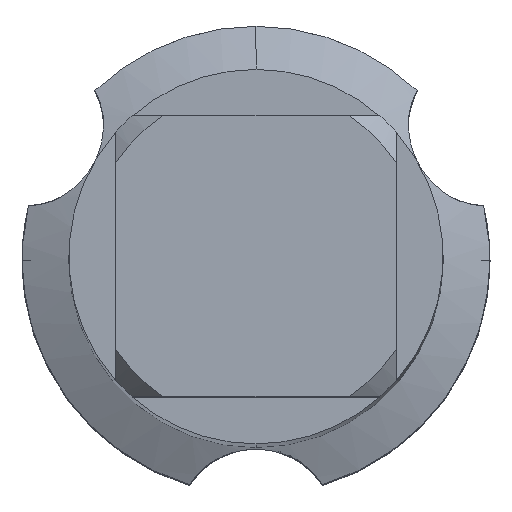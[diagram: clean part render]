
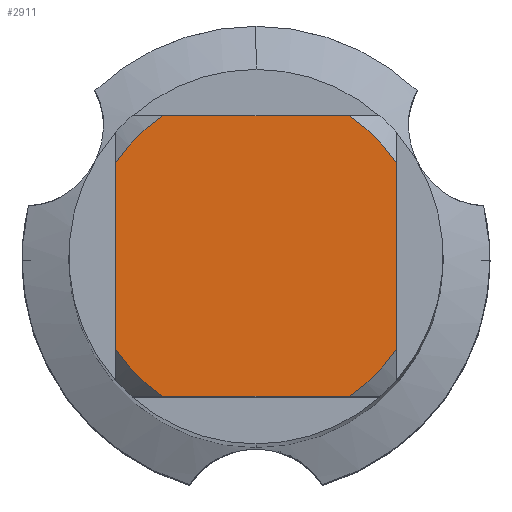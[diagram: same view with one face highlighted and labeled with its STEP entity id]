
A CAD part, top view. The second image highlights one B-rep face of the part: STEP entity #2911.
In plain terms, the highlighted planar face has unit normal (0, 0, 1).
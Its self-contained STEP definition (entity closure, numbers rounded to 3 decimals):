
#1853=VERTEX_POINT('',#5427);
#2051=EDGE_CURVE('',#2933,#4643,#5650,.T.);
#2573=EDGE_CURVE('',#5037,#3415,#6210,.T.);
#2677=EDGE_CURVE('',#1853,#5321,#6328,.T.);
#2911=ADVANCED_FACE('',(#6582),#6583,.T.);
#2933=VERTEX_POINT('',#6606);
#3169=VERTEX_POINT('',#6864);
#3245=EDGE_CURVE('',#5037,#3421,#6951,.T.);
#3415=VERTEX_POINT('',#7132);
#3421=VERTEX_POINT('',#7138);
#3495=EDGE_CURVE('',#1853,#3421,#7218,.T.);
#3685=EDGE_CURVE('',#3169,#3415,#7427,.T.);
#4107=EDGE_CURVE('',#2933,#5321,#7885,.T.);
#4643=VERTEX_POINT('',#8476);
#5037=VERTEX_POINT('',#8906);
#5269=EDGE_CURVE('',#3169,#4643,#9156,.T.);
#5321=VERTEX_POINT('',#9213);
#5427=CARTESIAN_POINT('',(6.0,-3.98,0.0));
#5650=LINE('',#9821,#9822);
#6210=CIRCLE('',#10891,7.2);
#6328=LINE('',#11117,#11118);
#6582=FACE_OUTER_BOUND('',#11627,.T.);
#6583=PLANE('',#11628);
#6606=CARTESIAN_POINT('',(3.98,6.0,0.0));
#6864=CARTESIAN_POINT('',(-6.0,3.98,0.0));
#6951=LINE('',#12316,#12317);
#7132=CARTESIAN_POINT('',(-6.0,-3.98,0.0));
#7138=CARTESIAN_POINT('',(3.98,-6.0,0.0));
#7218=CIRCLE('',#12822,7.2);
#7427=LINE('',#13221,#13222);
#7885=CIRCLE('',#14143,7.2);
#8476=CARTESIAN_POINT('',(-3.98,6.0,0.0));
#8906=CARTESIAN_POINT('',(-3.98,-6.0,0.0));
#9156=CIRCLE('',#16826,7.2);
#9213=CARTESIAN_POINT('',(6.0,3.98,0.0));
#9821=CARTESIAN_POINT('',(0.0,6.0,0.0));
#9822=VECTOR('',#17322,1.0);
#10891=AXIS2_PLACEMENT_3D('',#17966,#17967,#17968);
#11117=CARTESIAN_POINT('',(6.0,1.8,0.0));
#11118=VECTOR('',#18129,1.0);
#11627=EDGE_LOOP('',(#18381,#18382,#18383,#18384,#18385,#18386,#18387,#18388));
#11628=AXIS2_PLACEMENT_3D('',#18389,#18390,#18391);
#12316=CARTESIAN_POINT('',(0.0,-6.0,0.0));
#12317=VECTOR('',#18776,1.0);
#12822=AXIS2_PLACEMENT_3D('',#19026,#19027,#19028);
#13221=CARTESIAN_POINT('',(-6.0,1.8,0.0));
#13222=VECTOR('',#19362,1.0);
#14143=AXIS2_PLACEMENT_3D('',#19966,#19967,#19968);
#16826=AXIS2_PLACEMENT_3D('',#21341,#21342,#21343);
#17322=DIRECTION('',(-1.0,0.0,0.0));
#17966=CARTESIAN_POINT('',(0.0,0.0,0.0));
#17967=DIRECTION('',(0.0,0.0,-1.0));
#17968=DIRECTION('',(0.0,1.0,0.0));
#18129=DIRECTION('',(-0.0,1.0,0.0));
#18381=ORIENTED_EDGE('',*,*,#3685,.T.);
#18382=ORIENTED_EDGE('',*,*,#2573,.F.);
#18383=ORIENTED_EDGE('',*,*,#3245,.T.);
#18384=ORIENTED_EDGE('',*,*,#3495,.F.);
#18385=ORIENTED_EDGE('',*,*,#2677,.T.);
#18386=ORIENTED_EDGE('',*,*,#4107,.F.);
#18387=ORIENTED_EDGE('',*,*,#2051,.T.);
#18388=ORIENTED_EDGE('',*,*,#5269,.F.);
#18389=CARTESIAN_POINT('',(0.0,3.6,0.0));
#18390=DIRECTION('',(-0.0,0.0,1.0));
#18391=DIRECTION('',(0.0,-1.0,0.0));
#18776=DIRECTION('',(1.0,0.0,0.0));
#19026=CARTESIAN_POINT('',(0.0,0.0,0.0));
#19027=DIRECTION('',(0.0,0.0,-1.0));
#19028=DIRECTION('',(0.0,1.0,0.0));
#19362=DIRECTION('',(-0.0,-1.0,0.0));
#19966=CARTESIAN_POINT('',(0.0,0.0,0.0));
#19967=DIRECTION('',(0.0,0.0,-1.0));
#19968=DIRECTION('',(0.0,1.0,0.0));
#21341=CARTESIAN_POINT('',(0.0,0.0,0.0));
#21342=DIRECTION('',(0.0,0.0,-1.0));
#21343=DIRECTION('',(0.0,1.0,0.0));
